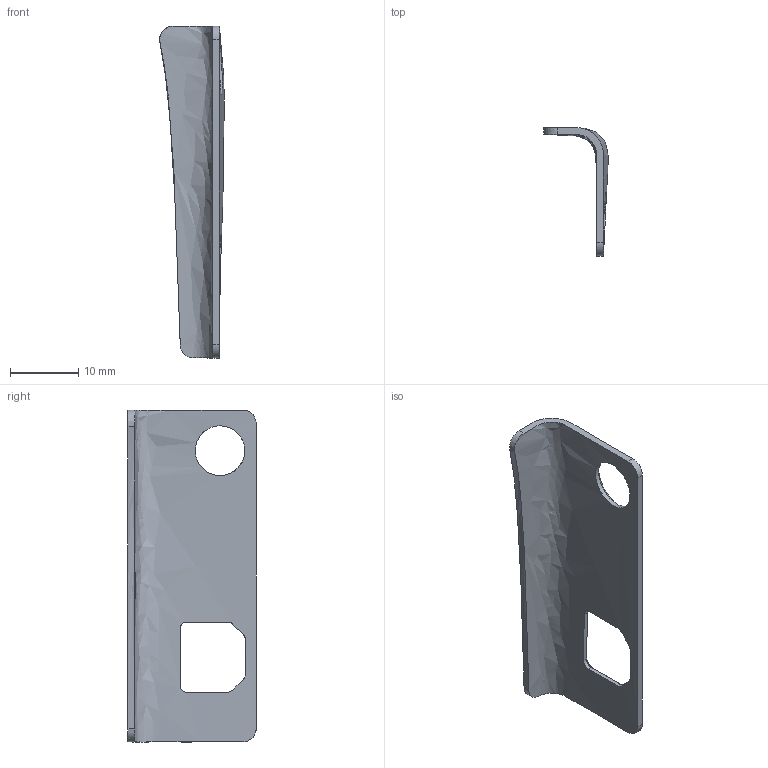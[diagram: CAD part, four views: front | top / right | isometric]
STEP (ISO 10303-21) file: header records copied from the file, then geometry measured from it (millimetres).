
FILE_DESCRIPTION(/* description */ (''),/* implementation_level */ '2;1');
FILE_NAME(/* name */ 'PS01-Right Pad.step',/* time_stamp */ '2023-06-02T10:15:42-07:00',/* author */ (''),/* organization */ (''),/* preprocessor_version */ 'ST-DEVELOPER v19.2',/* originating_system */ 'Autodesk Translation Framework v12.6.0.85',/* authorisation */ '');
FILE_SCHEMA (('AUTOMOTIVE_DESIGN { 1 0 10303 214 3 1 1 }'));
Length unit declared in the file: millimetre
Products named in the file (1): Right
Bounding box: 9.52 x 18.85 x 48.8 mm (x, y, z)
Volume: 1115.1 mm3; surface area: 2188.8 mm2
Topology: 1 solids, 1 shells, 48 faces, 128 edges, 82 vertices
Faces by surface type: bspline 30, cylinder 9, plane 9
Full cylindrical faces by diameter (mm): 7.3 x1
Entity records: 2896 total; most frequent: CARTESIAN_POINT 1917, ORIENTED_EDGE 256, EDGE_CURVE 128, B_SPLINE_CURVE_WITH_KNOTS 86, VERTEX_POINT 82, DIRECTION 80, EDGE_LOOP 52, FACE_OUTER_BOUND 48
